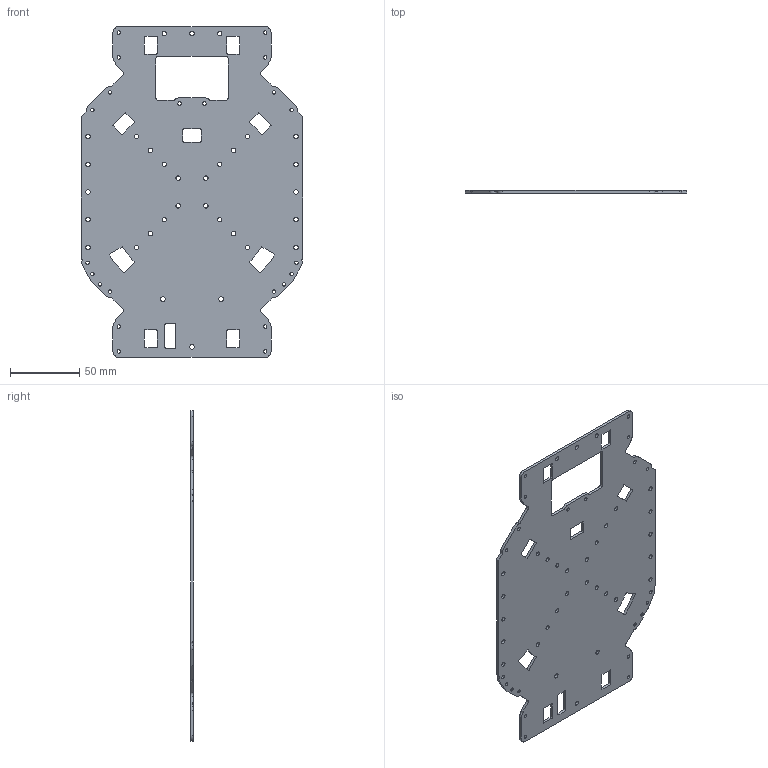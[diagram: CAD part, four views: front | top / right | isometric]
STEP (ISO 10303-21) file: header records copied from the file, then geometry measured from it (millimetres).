
FILE_DESCRIPTION (( 'STEP AP214' ), '1' );
FILE_NAME ('EduRob_Baseplate.STEP', '2023-03-20T09:54:00', ( '' ), ( '' ), 'SwSTEP 2.0', 'SolidWorks 2019', '' );
FILE_SCHEMA (( 'AUTOMOTIVE_DESIGN' ));
Length unit declared in the file: millimetre
Products named in the file (1): EduRob_Baseplate
Bounding box: 160 x 2 x 238.5 mm (x, y, z)
Volume: 59511 mm3; surface area: 63286.5 mm2
Topology: 1 solids, 1 shells, 223 faces, 688 edges, 467 vertices
Faces by surface type: cylinder 147, plane 76
Full cylindrical faces by diameter (mm): 2.5 x22, 3.2 x29, 3.3 x3
Entity records: 7657 total; most frequent: DIRECTION 1351, CARTESIAN_POINT 1275, ORIENTED_EDGE 1218, EDGE_CURVE 609, AXIS2_PLACEMENT_3D 518, VERTEX_POINT 442, EDGE_LOOP 407, VECTOR 315
